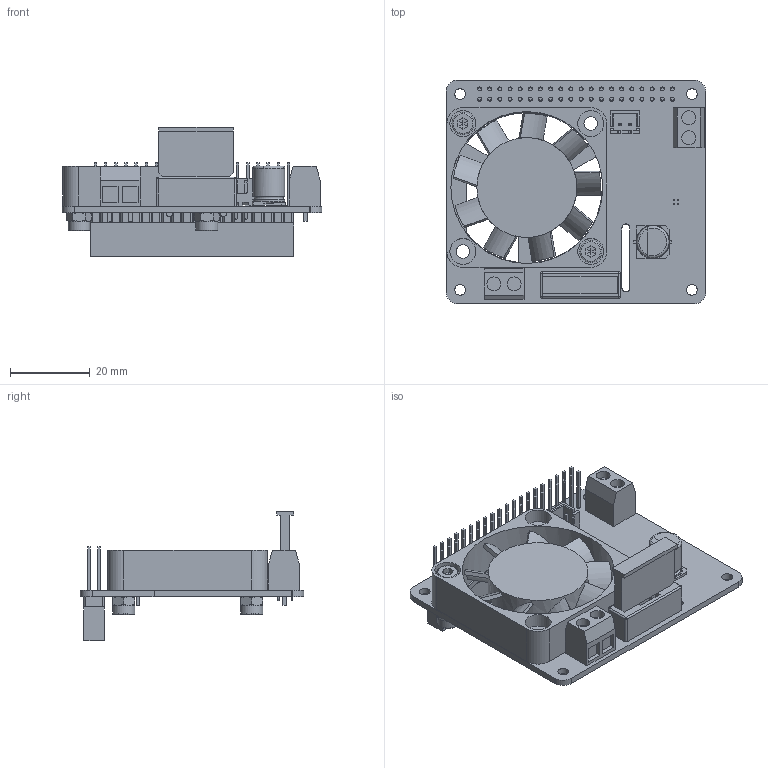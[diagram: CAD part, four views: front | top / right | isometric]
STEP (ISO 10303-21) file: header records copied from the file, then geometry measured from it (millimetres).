
FILE_DESCRIPTION(/* description */ ('KiCad electronic assembly','CAx-IF Rec.Pracs.---Representation and Presentation of Product Manufacturing Information (PMI)---4.0---2014-10-13'),/* implementation_level */ '2;1');
FILE_NAME(/* name */ 'ElectriPi V3.1 Release Simplified v1.step',/* time_stamp */ '2025-01-30T15:28:55Z',/* author */ (''),/* organization */ (''),/* preprocessor_version */ 'ST-DEVELOPER v20',/* originating_system */ 'Autodesk Translation Framework v13.20.0.188',/* authorisation */ '');
FILE_SCHEMA (('AP242_MANAGED_MODEL_BASED_3D_ENGINEERING_MIM_LF { 1 0 10303 442 1 1 4 }'));
Length unit declared in the file: millimetre
Products named in the file (13): ElectriPi 1; CP_Elec_8x10; CP_Elec_8x10_1; JST_XH_B2B-XH-A_1x02_P2.50mm_Vertical; JST_B2B_XH_A; ElectriPi_PCB; PinSocket_2x20_P2.54mm_Vertical; Screw Terminal; Fuse Holder; 4010 Fan Axial; Fuse Large; DIN 912 - M3 x 0.5 x 12 Steel 4.6 Plain; DIN 6924 - M3 x 0.5 Steel 6 Plain
Assembly tree (15 placements, depth 3):
  ElectriPi 1
    CP_Elec_8x10
      CP_Elec_8x10_1
    JST_XH_B2B-XH-A_1x02_P2.50mm_Vertical
      JST_B2B_XH_A
    ElectriPi_PCB
    PinSocket_2x20_P2.54mm_Vertical
    Screw Terminal  x2
    Fuse Holder
    4010 Fan Axial
    Fuse Large
    DIN 912 - M3 x 0.5 x 12 Steel 4.6 Plain  x2
    DIN 6924 - M3 x 0.5 Steel 6 Plain  x2
Bounding box: 65 x 56 x 32.48 mm (x, y, z)
Volume: 19617.6 mm3; surface area: 22207.6 mm2
Topology: 68 solids, 68 shells, 1324 faces, 3083 edges, 1979 vertices
Faces by surface type: plane 1096, cylinder 156, cone 40, bspline 20, torus 8, sphere 4
Full cylindrical faces by diameter (mm): 0.3 x4, 1 x42, 1.52 x4, 1.78 x4, 2.529 x4, 2.7 x4, 2.927 x2, 3 x2, 3.4 x4, 3.5 x8, 4.992 x4, 5.5 x4, 6.5 x4, 8 x2, 22.225 x1, 25 x1, 38 x1
Entity records: 35641 total; most frequent: CARTESIAN_POINT 6854, ORIENTED_EDGE 5742, DIRECTION 5546, EDGE_CURVE 2871, LINE 2442, VECTOR 2442, VERTEX_POINT 1844, AXIS2_PLACEMENT_3D 1552
